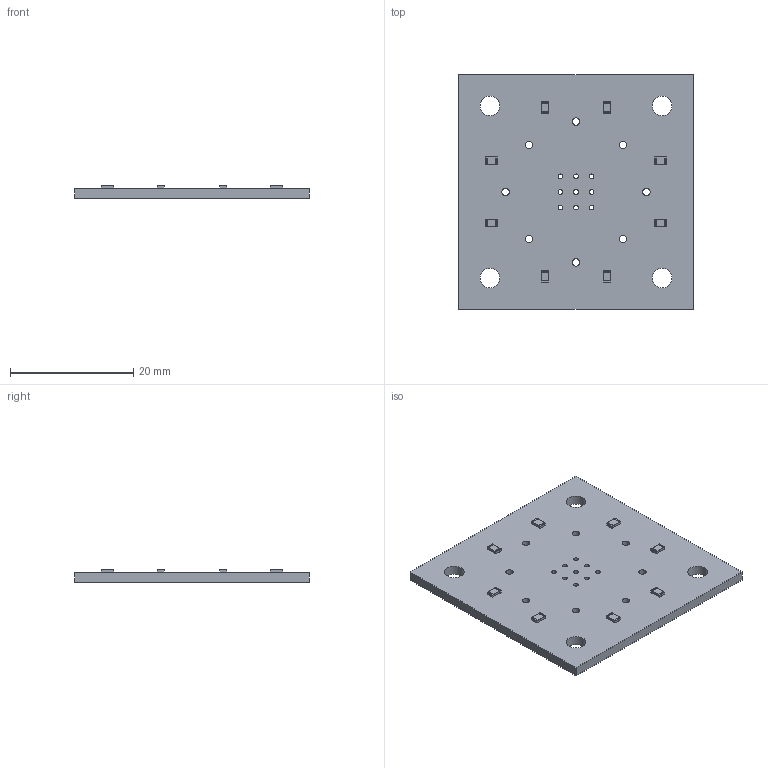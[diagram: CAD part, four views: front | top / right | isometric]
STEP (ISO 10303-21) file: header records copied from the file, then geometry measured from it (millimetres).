
FILE_DESCRIPTION(('KiCad electronic assembly'),'2;1');
FILE_NAME('base_connector.step','2024-01-15T15:55:49',('Pcbnew'),( 'Kicad'),'Open CASCADE STEP processor 7.7','KiCad to STEP converter' ,'Unknown');
FILE_SCHEMA(('AUTOMOTIVE_DESIGN { 1 0 10303 214 1 1 1 1 }'));
Length unit declared in the file: millimetre
Products named in the file (4): base_connector 1; R_0805_2012Metric; SOLID; base_connector PCB
Assembly tree (10 placements, depth 3):
  base_connector 1
    R_0805_2012Metric  x8
      SOLID
    base_connector PCB
Bounding box: 38.1 x 38.1 x 2.1 mm (x, y, z)
Volume: 2258.1 mm3; surface area: 3265 mm2
Topology: 9 solids, 9 shells, 235 faces, 619 edges, 402 vertices
Faces by surface type: plane 150, cylinder 85
Full cylindrical faces by diameter (mm): 0.762 x9, 1.2 x8, 3.2 x4
Entity records: 4099 total; most frequent: CARTESIAN_POINT 887, DIRECTION 565, LINE 313, VECTOR 313, ORIENTED_EDGE 286, PCURVE 286, DEFINITIONAL_REPRESENTATION 286, EDGE_CURVE 143
